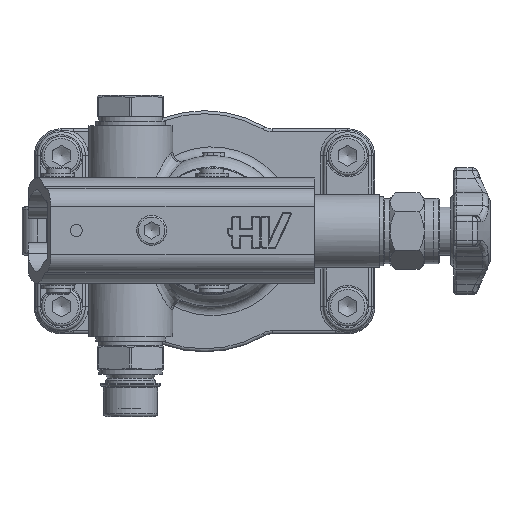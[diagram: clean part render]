
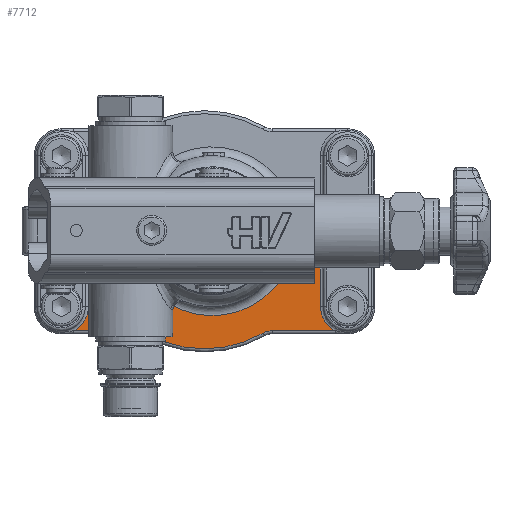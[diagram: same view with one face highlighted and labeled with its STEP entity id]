
A CAD part, top view. The second image highlights one B-rep face of the part: STEP entity #7712.
In plain terms, the highlighted planar face has unit normal (0, 0, 1).
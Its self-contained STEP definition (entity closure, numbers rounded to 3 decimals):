
#6396=CARTESIAN_POINT('',(34.05,1.,6.));
#6397=VERTEX_POINT('',#6396);
#6405=CARTESIAN_POINT('',(13.123,1.,6.));
#6406=VERTEX_POINT('',#6405);
#6407=CARTESIAN_POINT('',(34.05,1.,6.));
#6408=DIRECTION('',(-1.0,0.0,0.0));
#6409=VECTOR('',#6408,20.927);
#6410=LINE('',#6407,#6409);
#6411=EDGE_CURVE('',#6397,#6406,#6410,.T.);
#6436=CARTESIAN_POINT('',(37.043,0.2,6.));
#6437=VERTEX_POINT('',#6436);
#6445=CARTESIAN_POINT('',(34.05,-5.0,6.));
#6446=DIRECTION('',(0.0,0.0,1.0));
#6447=DIRECTION('',(0.258,0.966,0.0));
#6448=AXIS2_PLACEMENT_3D('',#6445,#6446,#6447);
#6449=CIRCLE('',#6448,6.0);
#6450=EDGE_CURVE('',#6437,#6397,#6449,.T.);
#6462=CARTESIAN_POINT('',(75.957,0.2,6.));
#6463=VERTEX_POINT('',#6462);
#6471=CARTESIAN_POINT('',(56.5,34.0,6.));
#6472=DIRECTION('',(0.0,0.0,-1.0));
#6473=DIRECTION('',(0.0,-1.0,0.0));
#6474=AXIS2_PLACEMENT_3D('',#6471,#6472,#6473);
#6475=CIRCLE('',#6474,39.0);
#6476=EDGE_CURVE('',#6463,#6437,#6475,.T.);
#6488=CARTESIAN_POINT('',(78.95,1.0,6.));
#6489=VERTEX_POINT('',#6488);
#6497=CARTESIAN_POINT('',(78.95,-5.0,6.));
#6498=DIRECTION('',(0.0,0.0,1.0));
#6499=DIRECTION('',(-0.258,0.966,0.0));
#6500=AXIS2_PLACEMENT_3D('',#6497,#6498,#6499);
#6501=CIRCLE('',#6500,6.);
#6502=EDGE_CURVE('',#6489,#6463,#6501,.T.);
#6514=CARTESIAN_POINT('',(99.877,1.,6.));
#6515=VERTEX_POINT('',#6514);
#6523=CARTESIAN_POINT('',(99.877,1.,6.));
#6524=DIRECTION('',(-1.0,0.0,0.0));
#6525=VECTOR('',#6524,20.927);
#6526=LINE('',#6523,#6525);
#6527=EDGE_CURVE('',#6515,#6489,#6526,.T.);
#6984=CARTESIAN_POINT('',(95.0,9.0,6.));
#6985=VERTEX_POINT('',#6984);
#6993=CARTESIAN_POINT('',(104.0,9.,6.));
#6994=DIRECTION('',(0.0,0.0,1.0));
#6995=DIRECTION('',(0.0,-1.0,0.0));
#6996=AXIS2_PLACEMENT_3D('',#6993,#6994,#6995);
#6997=CIRCLE('',#6996,9.0);
#6998=EDGE_CURVE('',#6985,#6515,#6997,.T.);
#7430=CARTESIAN_POINT('',(95.,23.5,6.));
#7431=VERTEX_POINT('',#7430);
#7439=CARTESIAN_POINT('',(95.,23.5,6.));
#7440=DIRECTION('',(0.0,-1.0,0.0));
#7441=VECTOR('',#7440,14.5);
#7442=LINE('',#7439,#7441);
#7443=EDGE_CURVE('',#7431,#6985,#7442,.T.);
#7641=CARTESIAN_POINT('',(56.5,34.,6.));
#7642=DIRECTION('',(0.0,0.0,1.0));
#7643=DIRECTION('',(1.0,0.0,0.0));
#7644=AXIS2_PLACEMENT_3D('',#7641,#7642,#7643);
#7645=PLANE('',#7644);
#7646=ORIENTED_EDGE('',*,*,#6527,.F.);
#7647=ORIENTED_EDGE('',*,*,#6998,.F.);
#7648=ORIENTED_EDGE('',*,*,#7443,.F.);
#7649=CARTESIAN_POINT('',(84.957,23.5,6.));
#7650=VERTEX_POINT('',#7649);
#7651=CARTESIAN_POINT('',(84.957,23.5,6.));
#7652=DIRECTION('',(1.0,0.0,0.0));
#7653=VECTOR('',#7652,10.043);
#7654=LINE('',#7651,#7653);
#7655=EDGE_CURVE('',#7650,#7431,#7654,.T.);
#7656=ORIENTED_EDGE('',*,*,#7655,.F.);
#7657=CARTESIAN_POINT('',(40.187,13.262,6.));
#7658=VERTEX_POINT('',#7657);
#7659=CARTESIAN_POINT('',(59.,34.0,6.));
#7660=DIRECTION('',(0.0,0.0,1.0));
#7661=DIRECTION('',(0.231,0.973,0.0));
#7662=AXIS2_PLACEMENT_3D('',#7659,#7660,#7661);
#7663=CIRCLE('',#7662,28.);
#7664=EDGE_CURVE('',#7658,#7650,#7663,.T.);
#7665=ORIENTED_EDGE('',*,*,#7664,.F.);
#7666=CARTESIAN_POINT('',(23.,17.,6.));
#7667=VERTEX_POINT('',#7666);
#7668=CARTESIAN_POINT('',(32.,17.,6.));
#7669=DIRECTION('',(0.0,0.0,1.0));
#7670=DIRECTION('',(-0.91,0.415,0.0));
#7671=AXIS2_PLACEMENT_3D('',#7668,#7669,#7670);
#7672=CIRCLE('',#7671,9.0);
#7673=EDGE_CURVE('',#7667,#7658,#7672,.T.);
#7674=ORIENTED_EDGE('',*,*,#7673,.F.);
#7675=CARTESIAN_POINT('',(23.,23.,6.));
#7676=VERTEX_POINT('',#7675);
#7677=CARTESIAN_POINT('',(23.,23.,6.));
#7678=DIRECTION('',(0.0,-1.0,0.0));
#7679=VECTOR('',#7678,6.);
#7680=LINE('',#7677,#7679);
#7681=EDGE_CURVE('',#7676,#7667,#7680,.T.);
#7682=ORIENTED_EDGE('',*,*,#7681,.F.);
#7683=CARTESIAN_POINT('',(18.,23.,6.));
#7684=VERTEX_POINT('',#7683);
#7685=CARTESIAN_POINT('',(18.,23.,6.));
#7686=DIRECTION('',(1.0,0.0,0.0));
#7687=VECTOR('',#7686,5.);
#7688=LINE('',#7685,#7687);
#7689=EDGE_CURVE('',#7684,#7676,#7688,.T.);
#7690=ORIENTED_EDGE('',*,*,#7689,.F.);
#7691=CARTESIAN_POINT('',(18.,9.,6.));
#7692=VERTEX_POINT('',#7691);
#7693=CARTESIAN_POINT('',(18.0,9.0,6.));
#7694=DIRECTION('',(0.0,1.0,0.0));
#7695=VECTOR('',#7694,14.);
#7696=LINE('',#7693,#7695);
#7697=EDGE_CURVE('',#7692,#7684,#7696,.T.);
#7698=ORIENTED_EDGE('',*,*,#7697,.F.);
#7699=CARTESIAN_POINT('',(9.,9.0,6.));
#7700=DIRECTION('',(0.0,0.0,1.0));
#7701=DIRECTION('',(0.0,-1.0,0.0));
#7702=AXIS2_PLACEMENT_3D('',#7699,#7700,#7701);
#7703=CIRCLE('',#7702,9.0);
#7704=EDGE_CURVE('',#6406,#7692,#7703,.T.);
#7705=ORIENTED_EDGE('',*,*,#7704,.F.);
#7706=ORIENTED_EDGE('',*,*,#6411,.F.);
#7707=ORIENTED_EDGE('',*,*,#6450,.F.);
#7708=ORIENTED_EDGE('',*,*,#6476,.F.);
#7709=ORIENTED_EDGE('',*,*,#6502,.F.);
#7710=EDGE_LOOP('',(#7646,#7647,#7648,#7656,#7665,#7674,#7682,#7690,#7698,#7705,#7706,#7707,#7708,#7709));
#7711=FACE_OUTER_BOUND('',#7710,.T.);
#7712=ADVANCED_FACE('',(#7711),#7645,.T.);
